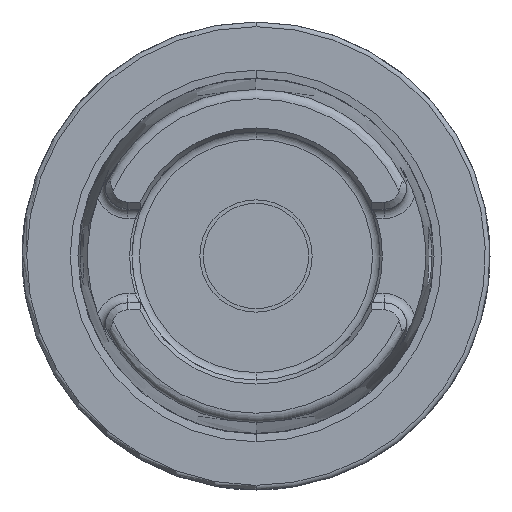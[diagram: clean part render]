
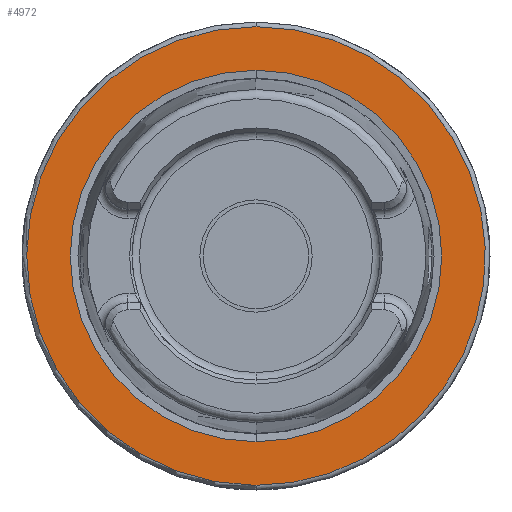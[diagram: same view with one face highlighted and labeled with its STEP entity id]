
A CAD part, left-side view. The second image highlights one B-rep face of the part: STEP entity #4972.
In plain terms, the highlighted planar face has unit normal (-1, 0, 0).
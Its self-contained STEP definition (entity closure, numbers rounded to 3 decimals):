
#1277=CARTESIAN_POINT('',(0.,0.,0.));
#1278=DIRECTION('',(1.,0.,0.));
#1279=DIRECTION('',(0.,0.,1.));
#1280=AXIS2_PLACEMENT_3D('',#1277,#1278,#1279);
#1282=CARTESIAN_POINT('',(0.,0.,0.));
#1283=DIRECTION('',(1.,0.,0.));
#1284=DIRECTION('',(0.,-0.98,0.201));
#1285=AXIS2_PLACEMENT_3D('',#1282,#1283,#1284);
#1287=CARTESIAN_POINT('',(0.,0.,0.));
#1288=DIRECTION('',(1.,0.,0.));
#1289=DIRECTION('',(0.,0.,-1.));
#1290=AXIS2_PLACEMENT_3D('',#1287,#1288,#1289);
#1292=CARTESIAN_POINT('',(0.,0.,0.));
#1293=DIRECTION('',(1.,0.,0.));
#1294=DIRECTION('',(0.,0.007,-1.));
#1295=AXIS2_PLACEMENT_3D('',#1292,#1293,#1294);
#1297=CARTESIAN_POINT('',(0.,0.,0.));
#1298=DIRECTION('',(-1.,0.,0.));
#1299=DIRECTION('',(0.,0.,1.));
#1300=AXIS2_PLACEMENT_3D('',#1297,#1298,#1299);
#1302=CARTESIAN_POINT('',(0.,0.,0.));
#1303=DIRECTION('',(-1.,0.,0.));
#1304=DIRECTION('',(0.,0.,-1.));
#1305=AXIS2_PLACEMENT_3D('',#1302,#1303,#1304);
#3245=CARTESIAN_POINT('',(0.,0.,39.682));
#3246=VERTEX_POINT('',#3245);
#3247=CARTESIAN_POINT('',(0.,0.,-39.682));
#3248=VERTEX_POINT('',#3247);
#3251=CARTESIAN_POINT('',(0.,-47.999,9.856));
#3252=CARTESIAN_POINT('',(0.,0.,-49.));
#3253=VERTEX_POINT('',#3251);
#3254=VERTEX_POINT('',#3252);
#3255=CARTESIAN_POINT('',(0.,0.,49.));
#3256=VERTEX_POINT('',#3255);
#3257=CARTESIAN_POINT('',(0.,0.349,-48.999));
#3258=VERTEX_POINT('',#3257);
#4953=CARTESIAN_POINT('',(0.,0.,0.));
#4954=DIRECTION('',(1.,0.,0.));
#4955=DIRECTION('',(0.,0.,1.));
#4956=AXIS2_PLACEMENT_3D('',#4953,#4954,#4955);
#4957=PLANE('',#4956);
#4959=ORIENTED_EDGE('',*,*,#4958,.T.);
#4961=ORIENTED_EDGE('',*,*,#4960,.T.);
#4963=ORIENTED_EDGE('',*,*,#4962,.T.);
#4965=ORIENTED_EDGE('',*,*,#4964,.T.);
#4966=EDGE_LOOP('',(#4959,#4961,#4963,#4965));
#4967=FACE_OUTER_BOUND('',#4966,.F.);
#4968=ORIENTED_EDGE('',*,*,#4908,.T.);
#4969=ORIENTED_EDGE('',*,*,#4891,.T.);
#4970=EDGE_LOOP('',(#4968,#4969));
#4971=FACE_BOUND('',#4970,.F.);
#4972=ADVANCED_FACE('',(#4967,#4971),#4957,.F.);
#1281=CIRCLE('',#1280,49.);
#1286=CIRCLE('',#1285,49.);
#1291=CIRCLE('',#1290,49.);
#1296=CIRCLE('',#1295,49.);
#1301=CIRCLE('',#1300,39.682);
#1306=CIRCLE('',#1305,39.682);
#4891=EDGE_CURVE('',#3248,#3246,#1306,.T.);
#4908=EDGE_CURVE('',#3246,#3248,#1301,.T.);
#4958=EDGE_CURVE('',#3256,#3253,#1281,.T.);
#4960=EDGE_CURVE('',#3253,#3254,#1286,.T.);
#4962=EDGE_CURVE('',#3254,#3258,#1291,.T.);
#4964=EDGE_CURVE('',#3258,#3256,#1296,.T.);
